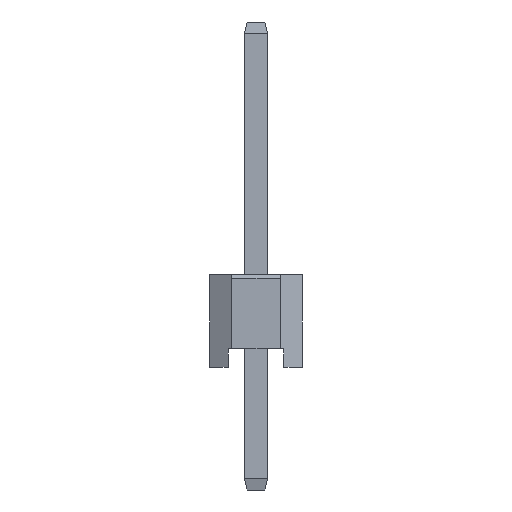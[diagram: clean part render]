
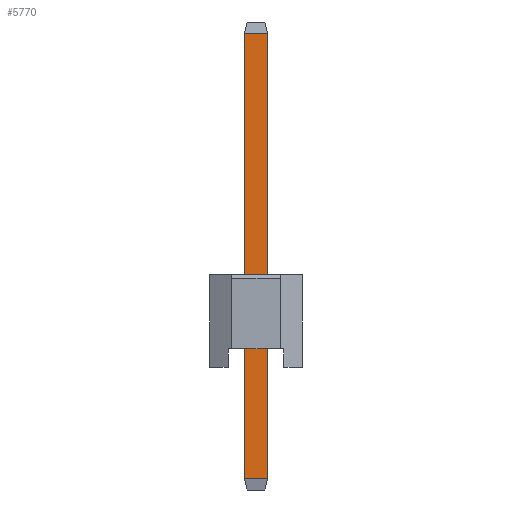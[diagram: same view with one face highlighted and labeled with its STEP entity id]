
A CAD part, left-side view. The second image highlights one B-rep face of the part: STEP entity #5770.
In plain terms, the highlighted planar face has unit normal (-1, 0, 0).
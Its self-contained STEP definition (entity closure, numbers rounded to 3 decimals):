
#144=FACE_OUTER_BOUND('',#479,.T.);
#479=EDGE_LOOP('',(#3872,#3873,#3874,#3875));
#848=LINE('',#8068,#1667);
#859=LINE('',#8091,#1678);
#862=LINE('',#8096,#1681);
#863=LINE('',#8098,#1682);
#1667=VECTOR('',#6528,12.);
#1678=VECTOR('',#6549,12.);
#1681=VECTOR('',#6556,0.635);
#1682=VECTOR('',#6559,0.635);
#2469=VERTEX_POINT('',#8060);
#2471=VERTEX_POINT('',#8065);
#2477=VERTEX_POINT('',#8088);
#2478=VERTEX_POINT('',#8090);
#2992=EDGE_CURVE('',#2471,#2469,#848,.T.);
#3003=EDGE_CURVE('',#2478,#2477,#859,.T.);
#3006=EDGE_CURVE('',#2471,#2477,#862,.T.);
#3007=EDGE_CURVE('',#2478,#2469,#863,.T.);
#3872=ORIENTED_EDGE('',*,*,#3006,.F.);
#3873=ORIENTED_EDGE('',*,*,#2992,.T.);
#3874=ORIENTED_EDGE('',*,*,#3007,.F.);
#3875=ORIENTED_EDGE('',*,*,#3003,.T.);
#5435=PLANE('',#6118);
#5770=ADVANCED_FACE('',(#144),#5435,.T.);
#6118=AXIS2_PLACEMENT_3D('',#8097,#6557,#6558);
#6528=DIRECTION('',(0.,0.,-1.));
#6549=DIRECTION('',(0.,0.,1.));
#6556=DIRECTION('',(0.,-1.,0.));
#6557=DIRECTION('center_axis',(-1.,0.,0.));
#6558=DIRECTION('ref_axis',(0.,0.,1.));
#6559=DIRECTION('',(0.,1.,0.));
#8060=CARTESIAN_POINT('',(69.929,4.155,30.058));
#8065=CARTESIAN_POINT('',(69.929,4.155,42.058));
#8068=CARTESIAN_POINT('',(69.929,4.155,42.058));
#8088=CARTESIAN_POINT('',(69.929,3.52,42.058));
#8090=CARTESIAN_POINT('',(69.929,3.52,30.058));
#8091=CARTESIAN_POINT('',(69.929,3.52,30.058));
#8096=CARTESIAN_POINT('',(69.929,4.155,42.058));
#8097=CARTESIAN_POINT('Origin',(69.929,3.52,30.058));
#8098=CARTESIAN_POINT('',(69.929,3.52,30.058));
